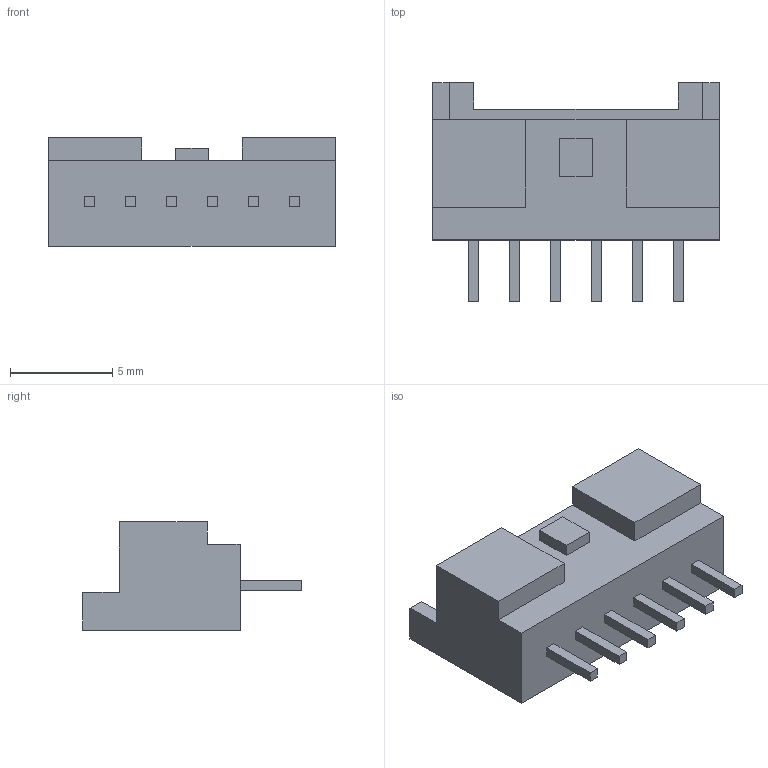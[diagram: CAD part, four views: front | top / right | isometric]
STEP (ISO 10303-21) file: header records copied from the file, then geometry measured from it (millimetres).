
FILE_DESCRIPTION (( 'STEP AP214' ), '1' );
FILE_NAME ('B06B-PASK.STEP', '2010-06-09T02:31:41', ( ' ' ), ( ' ' ), 'SwSTEP 2.0', 'SolidWorks 2005235', '' );
FILE_SCHEMA (( 'AUTOMOTIVE_DESIGN' ));
Length unit declared in the file: millimetre
Products named in the file (1): B06B-PASK
Bounding box: 14 x 10.7 x 5.3 mm (x, y, z)
Volume: 279.9 mm3; surface area: 607.5 mm2
Topology: 1 solids, 1 shells, 89 faces, 222 edges, 148 vertices
Faces by surface type: plane 89
Entity records: 3279 total; most frequent: CARTESIAN_POINT 460, ORIENTED_EDGE 444, DIRECTION 402, EDGE_CURVE 222, LINE 222, VECTOR 222, VERTEX_POINT 148, EDGE_LOOP 102
